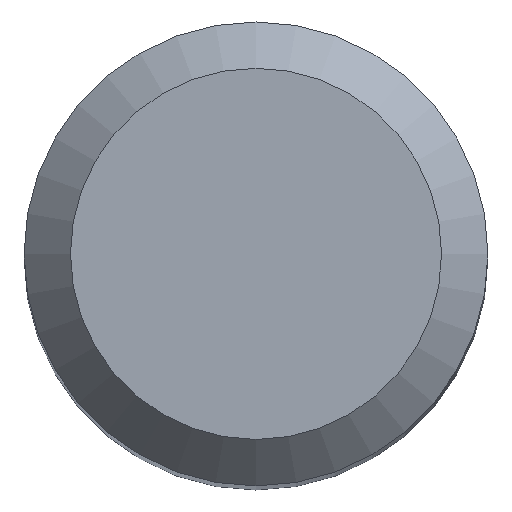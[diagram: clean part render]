
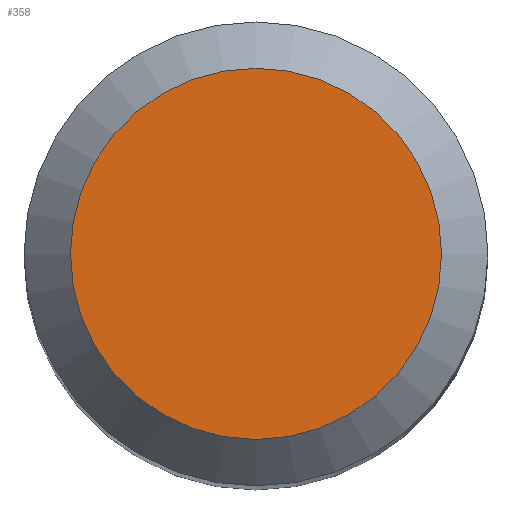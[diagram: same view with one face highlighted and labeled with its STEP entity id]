
A CAD part, top view. The second image highlights one B-rep face of the part: STEP entity #358.
In plain terms, the highlighted planar face has unit normal (0, 0, 1).
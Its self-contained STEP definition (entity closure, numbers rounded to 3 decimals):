
#3 = AXIS2_PLACEMENT_3D ( 'NONE', #155, #303, #363 ) ;
#45 = ORIENTED_EDGE ( 'NONE', *, *, #120, .T. ) ;
#93 = CARTESIAN_POINT ( 'NONE',  ( 2.4, 0., 57. ) ) ;
#107 = DIRECTION ( 'NONE',  ( 0., 0., 1. ) ) ;
#117 = CIRCLE ( 'NONE', #150, 2.4 ) ;
#120 = EDGE_CURVE ( 'NONE', #232, #232, #117, .T. ) ;
#150 = AXIS2_PLACEMENT_3D ( 'NONE', #249, #107, #311 ) ;
#155 = CARTESIAN_POINT ( 'NONE',  ( 0., 2.4, 57. ) ) ;
#181 = FACE_OUTER_BOUND ( 'NONE', #340, .T. ) ;
#232 = VERTEX_POINT ( 'NONE', #93 ) ;
#240 = PLANE ( 'NONE',  #3 ) ;
#249 = CARTESIAN_POINT ( 'NONE',  ( 0., 0., 57. ) ) ;
#303 = DIRECTION ( 'NONE',  ( 0., 0., -1. ) ) ;
#311 = DIRECTION ( 'NONE',  ( 1., 0., 0. ) ) ;
#340 = EDGE_LOOP ( 'NONE', ( #45 ) ) ;
#358 = ADVANCED_FACE ( 'NONE', ( #181 ), #240, .F. ) ;
#363 = DIRECTION ( 'NONE',  ( -1., 0., 0. ) ) ;
